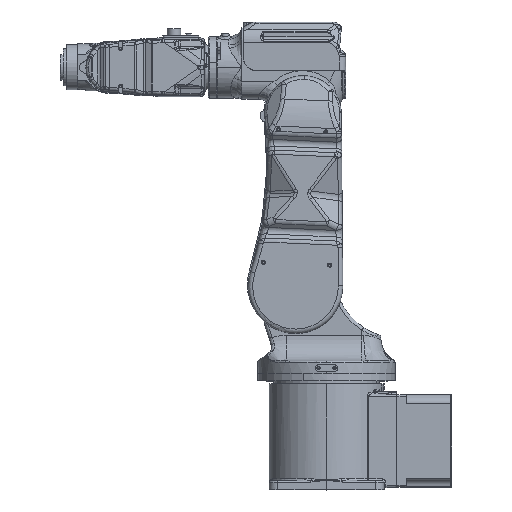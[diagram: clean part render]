
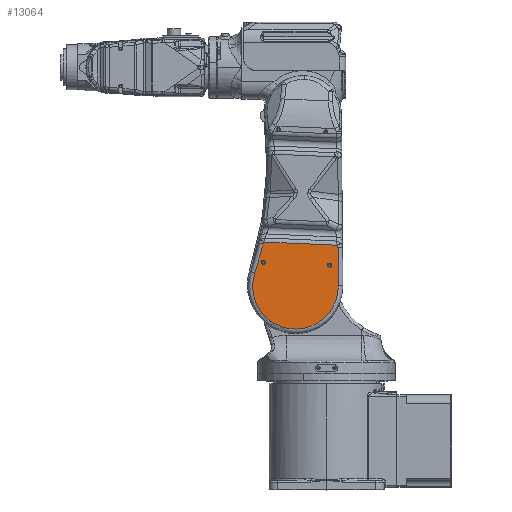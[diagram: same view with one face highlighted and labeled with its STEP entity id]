
A CAD part, top view. The second image highlights one B-rep face of the part: STEP entity #13064.
In plain terms, the highlighted face is planar.
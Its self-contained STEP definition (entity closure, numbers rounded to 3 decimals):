
#729 = CARTESIAN_POINT ( 'NONE',  ( 603.738, 182.351, 43.889 ) ) ;
#932 = EDGE_CURVE ( 'NONE', #29142, #33612, #18738, .T. ) ;
#1010 = CIRCLE ( 'NONE', #79388, 555. ) ;
#1726 = VERTEX_POINT ( 'NONE', #8983 ) ;
#2685 = VERTEX_POINT ( 'NONE', #55030 ) ;
#4375 = CIRCLE ( 'NONE', #13585, 3.25 ) ;
#4436 = DIRECTION ( 'NONE',  ( 0., 0., 1. ) ) ;
#4920 = AXIS2_PLACEMENT_3D ( 'NONE', #46453, #102781, #54561 ) ;
#6494 = CARTESIAN_POINT ( 'NONE',  ( -58.066, 182.351, -55.941 ) ) ;
#7038 = CARTESIAN_POINT ( 'NONE',  ( 69.088, 182.351, -105.023 ) ) ;
#8616 = EDGE_CURVE ( 'NONE', #17975, #8813, #10711, .T. ) ;
#8813 = VERTEX_POINT ( 'NONE', #25125 ) ;
#8874 = DIRECTION ( 'NONE',  ( 0., 0., 1. ) ) ;
#8983 = CARTESIAN_POINT ( 'NONE',  ( -47.455, 182.351, -84.25 ) ) ;
#9471 = CARTESIAN_POINT ( 'NONE',  ( -62.365, 182.351, -119.526 ) ) ;
#9615 = EDGE_LOOP ( 'NONE', ( #21390, #69527, #49532, #71617, #62482, #102665 ) ) ;
#10711 =( BOUNDED_CURVE ( )  B_SPLINE_CURVE ( 3, ( #54759, #94506, #30471, #6494 ),
 .UNSPECIFIED., .F., .F. ) 
 B_SPLINE_CURVE_WITH_KNOTS ( ( 4, 4 ),
 ( 1.571, 2.41 ),
 .UNSPECIFIED. ) 
 CURVE ( )  GEOMETRIC_REPRESENTATION_ITEM ( )  RATIONAL_B_SPLINE_CURVE ( ( 1., 0.942, 0.942, 1. ) ) 
 REPRESENTATION_ITEM ( '' )  );
#13064 = ADVANCED_FACE ( 'NONE', ( #38999, #103258, #20071 ), #75712, .T. ) ;
#13242 = LINE ( 'NONE', #40225, #96401 ) ;
#13585 = AXIS2_PLACEMENT_3D ( 'NONE', #63291, #14958, #71330 ) ;
#13725 = CARTESIAN_POINT ( 'NONE',  ( 58.083, 182.351, -57.873 ) ) ;
#14236 = EDGE_CURVE ( 'NONE', #2685, #1726, #19658, .T. ) ;
#14958 = DIRECTION ( 'NONE',  ( 0., 1., 0. ) ) ;
#17975 = VERTEX_POINT ( 'NONE', #55745 ) ;
#18738 = CIRCLE ( 'NONE', #98511, 3.25 ) ;
#19658 = CIRCLE ( 'NONE', #38475, 3.25 ) ;
#20071 = FACE_OUTER_BOUND ( 'NONE', #9615, .T. ) ;
#21390 = ORIENTED_EDGE ( 'NONE', *, *, #30845, .T. ) ;
#21874 = CARTESIAN_POINT ( 'NONE',  ( 58.351, 182.351, -58.96 ) ) ;
#22683 = CIRCLE ( 'NONE', #4920, 67. ) ;
#23419 = EDGE_CURVE ( 'NONE', #36762, #17975, #70585, .T. ) ;
#24379 = DIRECTION ( 'NONE',  ( 1., 0., 0. ) ) ;
#25125 = CARTESIAN_POINT ( 'NONE',  ( -58.066, 182.351, -55.941 ) ) ;
#25151 = CARTESIAN_POINT ( 'NONE',  ( 56.545, 182.351, -84.25 ) ) ;
#25164 = DIRECTION ( 'NONE',  ( 0., 1., 0. ) ) ;
#27528 = DIRECTION ( 'NONE',  ( 0., 1., 0. ) ) ;
#28944 = EDGE_LOOP ( 'NONE', ( #50110, #81597 ) ) ;
#29142 = VERTEX_POINT ( 'NONE', #25151 ) ;
#30471 = CARTESIAN_POINT ( 'NONE',  ( -58.755, 182.351, -56.806 ) ) ;
#30709 = B_SPLINE_CURVE_WITH_KNOTS ( 'NONE', 3,
 ( #102111, #45810, #62041, #13725, #70099, #21874 ),
 .UNSPECIFIED., .F., .F.,
 ( 4, 2, 4 ),
 ( 0., 0.002, 0.003 ),
 .UNSPECIFIED. ) ;
#30845 = EDGE_CURVE ( 'NONE', #8813, #95874, #13242, .T. ) ;
#33056 = CIRCLE ( 'NONE', #69652, 3.25 ) ;
#33612 = VERTEX_POINT ( 'NONE', #73192 ) ;
#34605 = EDGE_LOOP ( 'NONE', ( #86900, #88481 ) ) ;
#35236 = CARTESIAN_POINT ( 'NONE',  ( 603.738, 182.351, 43.889 ) ) ;
#36321 = DIRECTION ( 'NONE',  ( 0., 0., 1. ) ) ;
#36393 = CARTESIAN_POINT ( 'NONE',  ( 58.351, 182.351, -58.96 ) ) ;
#36413 = DIRECTION ( 'NONE',  ( 0., 1., 0. ) ) ;
#36558 = CARTESIAN_POINT ( 'NONE',  ( 56.545, 182.351, -87.5 ) ) ;
#36762 = VERTEX_POINT ( 'NONE', #9471 ) ;
#38293 = EDGE_CURVE ( 'NONE', #62876, #75826, #1010, .T. ) ;
#38475 = AXIS2_PLACEMENT_3D ( 'NONE', #73377, #25164, #81492 ) ;
#38999 = FACE_BOUND ( 'NONE', #28944, .T. ) ;
#40225 = CARTESIAN_POINT ( 'NONE',  ( 57.137, 182.351, -55.941 ) ) ;
#45810 = CARTESIAN_POINT ( 'NONE',  ( 57.333, 182.351, -56.365 ) ) ;
#46453 = CARTESIAN_POINT ( 'NONE',  ( 4.545, 182.351, -123. ) ) ;
#49148 = VECTOR ( 'NONE', #73720, 1000. ) ;
#49532 = ORIENTED_EDGE ( 'NONE', *, *, #38293, .T. ) ;
#49777 = CARTESIAN_POINT ( 'NONE',  ( -58.893, 182.351, -52.664 ) ) ;
#50110 = ORIENTED_EDGE ( 'NONE', *, *, #97217, .F. ) ;
#52738 = DIRECTION ( 'NONE',  ( 0., 1., 0. ) ) ;
#54561 = DIRECTION ( 'NONE',  ( 0., 0., 1. ) ) ;
#54759 = CARTESIAN_POINT ( 'NONE',  ( -59.241, 182.351, -59.36 ) ) ;
#55030 = CARTESIAN_POINT ( 'NONE',  ( -47.455, 182.351, -90.75 ) ) ;
#55745 = CARTESIAN_POINT ( 'NONE',  ( -59.241, 182.351, -59.36 ) ) ;
#57146 = DIRECTION ( 'NONE',  ( 0., -1., 0. ) ) ;
#62041 = CARTESIAN_POINT ( 'NONE',  ( 57.628, 182.351, -56.855 ) ) ;
#62169 = EDGE_CURVE ( 'NONE', #1726, #2685, #33056, .T. ) ;
#62482 = ORIENTED_EDGE ( 'NONE', *, *, #23419, .T. ) ;
#62876 = VERTEX_POINT ( 'NONE', #36393 ) ;
#63291 = CARTESIAN_POINT ( 'NONE',  ( 56.545, 182.351, -87.5 ) ) ;
#64966 = CARTESIAN_POINT ( 'NONE',  ( 56.959, 182.351, -55.941 ) ) ;
#69527 = ORIENTED_EDGE ( 'NONE', *, *, #75706, .T. ) ;
#69652 = AXIS2_PLACEMENT_3D ( 'NONE', #100945, #52738, #4436 ) ;
#70099 = CARTESIAN_POINT ( 'NONE',  ( 58.246, 182.351, -58.405 ) ) ;
#70585 = LINE ( 'NONE', #49777, #49148 ) ;
#71330 = DIRECTION ( 'NONE',  ( 0., 0., 1. ) ) ;
#71617 = ORIENTED_EDGE ( 'NONE', *, *, #95290, .T. ) ;
#73192 = CARTESIAN_POINT ( 'NONE',  ( 56.545, 182.351, -90.75 ) ) ;
#73377 = CARTESIAN_POINT ( 'NONE',  ( -47.455, 182.351, -87.5 ) ) ;
#73720 = DIRECTION ( 'NONE',  ( 0.052, 0., 0.999 ) ) ;
#75706 = EDGE_CURVE ( 'NONE', #95874, #62876, #30709, .T. ) ;
#75712 = PLANE ( 'NONE',  #82886 ) ;
#75826 = VERTEX_POINT ( 'NONE', #7038 ) ;
#79388 = AXIS2_PLACEMENT_3D ( 'NONE', #729, #57146, #8874 ) ;
#81492 = DIRECTION ( 'NONE',  ( 0., 0., 1. ) ) ;
#81597 = ORIENTED_EDGE ( 'NONE', *, *, #932, .F. ) ;
#82886 = AXIS2_PLACEMENT_3D ( 'NONE', #35236, #27528, #83840 ) ;
#83840 = DIRECTION ( 'NONE',  ( 0., 0., 1. ) ) ;
#86900 = ORIENTED_EDGE ( 'NONE', *, *, #14236, .F. ) ;
#88481 = ORIENTED_EDGE ( 'NONE', *, *, #62169, .F. ) ;
#94506 = CARTESIAN_POINT ( 'NONE',  ( -59.171, 182.351, -58.016 ) ) ;
#95290 = EDGE_CURVE ( 'NONE', #75826, #36762, #22683, .T. ) ;
#95874 = VERTEX_POINT ( 'NONE', #64966 ) ;
#96401 = VECTOR ( 'NONE', #24379, 1000. ) ;
#97217 = EDGE_CURVE ( 'NONE', #33612, #29142, #4375, .T. ) ;
#98511 = AXIS2_PLACEMENT_3D ( 'NONE', #36558, #36413, #36321 ) ;
#100945 = CARTESIAN_POINT ( 'NONE',  ( -47.455, 182.351, -87.5 ) ) ;
#102111 = CARTESIAN_POINT ( 'NONE',  ( 56.959, 182.351, -55.941 ) ) ;
#102665 = ORIENTED_EDGE ( 'NONE', *, *, #8616, .T. ) ;
#102781 = DIRECTION ( 'NONE',  ( 0., 1., 0. ) ) ;
#103258 = FACE_BOUND ( 'NONE', #34605, .T. ) ;
